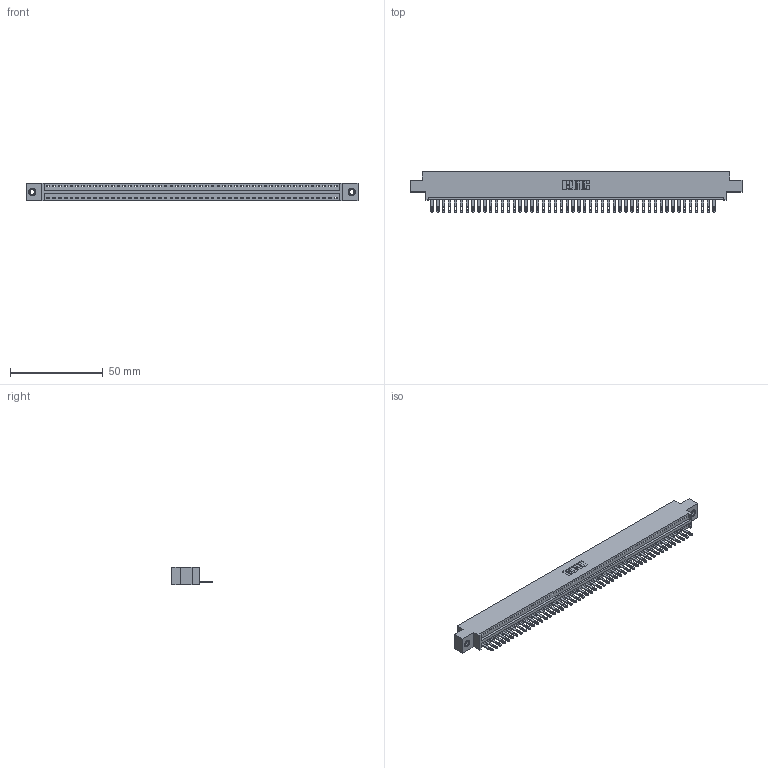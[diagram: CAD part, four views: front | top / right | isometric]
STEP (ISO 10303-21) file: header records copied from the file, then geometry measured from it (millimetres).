
FILE_DESCRIPTION (( 'STEP AP203' ), '1' );
FILE_NAME ('896-050-500-607.STEP', '2021-07-27T23:34:40', ( '' ), ( '' ), 'SwSTEP 2.0', 'SolidWorks 2020', '' );
FILE_SCHEMA (( 'CONFIG_CONTROL_DESIGN' ));
Length unit declared in the file: inch
Products named in the file (4): 846 Part_0.170 Offset - 0.156 Dia-TI; 345-292-001_345-293-100; 896-050-500-607; 345-250-001_345-250-005-103
Assembly tree (52 placements, depth 2):
  896-050-500-607
    846 Part_0.170 Offset - 0.156 Dia-TI
    345-292-001_345-293-100  x49
    345-250-001_345-250-005-103  x2
Bounding box: 179.32 x 21.84 x 9.4 mm (x, y, z)
Volume: 17071.2 mm3; surface area: 21670.7 mm2
Topology: 52 solids, 52 shells, 2844 faces, 8751 edges, 5826 vertices
Faces by surface type: plane 1788, cylinder 1040, cone 12, torus 4
Entity records: 31170 total; most frequent: CARTESIAN_POINT 5328, ORIENTED_EDGE 5306, DIRECTION 4717, EDGE_CURVE 2653, LINE 2297, VECTOR 2297, VERTEX_POINT 1764, AXIS2_PLACEMENT_3D 1210
